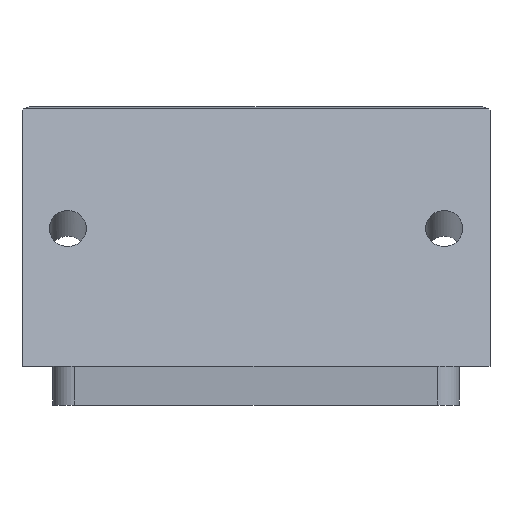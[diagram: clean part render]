
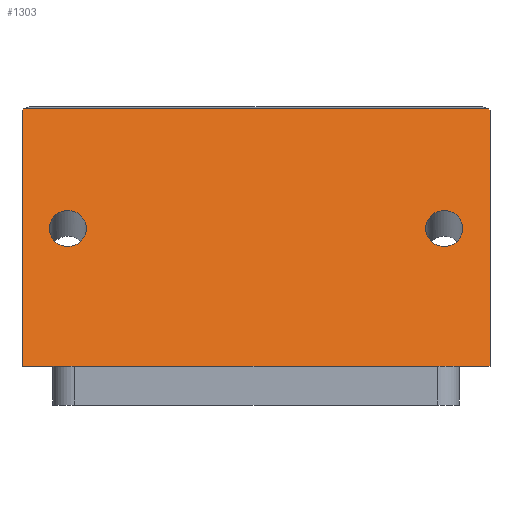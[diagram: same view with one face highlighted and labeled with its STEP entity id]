
A CAD part, front view. The second image highlights one B-rep face of the part: STEP entity #1303.
In plain terms, the highlighted planar face has unit normal (0, -0.968, 0.25).
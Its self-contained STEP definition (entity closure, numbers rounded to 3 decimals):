
#36=FACE_BOUND('',#240,.T.);
#37=FACE_BOUND('',#241,.T.);
#50=CIRCLE('',#1391,2.4);
#51=CIRCLE('',#1392,2.4);
#98=PLANE('',#1390);
#160=FACE_OUTER_BOUND('',#239,.T.);
#239=EDGE_LOOP('',(#1094,#1095,#1096,#1097,#1098,#1099));
#240=EDGE_LOOP('',(#1100));
#241=EDGE_LOOP('',(#1101));
#328=LINE('',#1922,#462);
#362=LINE('',#1987,#496);
#398=LINE('',#2316,#532);
#401=LINE('',#2321,#535);
#402=LINE('',#2323,#536);
#403=LINE('',#2324,#537);
#462=VECTOR('',#1483,10.);
#496=VECTOR('',#1539,10.);
#532=VECTOR('',#1619,10.);
#535=VECTOR('',#1626,10.);
#536=VECTOR('',#1627,10.);
#537=VECTOR('',#1628,10.);
#599=VERTEX_POINT('',#1920);
#600=VERTEX_POINT('',#1921);
#618=VERTEX_POINT('',#1981);
#620=VERTEX_POINT('',#1985);
#657=VERTEX_POINT('',#2315);
#658=VERTEX_POINT('',#2322);
#659=VERTEX_POINT('',#2325);
#660=VERTEX_POINT('',#2327);
#719=EDGE_CURVE('',#599,#600,#328,.T.);
#753=EDGE_CURVE('',#620,#618,#362,.T.);
#816=EDGE_CURVE('',#657,#600,#398,.F.);
#819=EDGE_CURVE('',#618,#599,#401,.T.);
#820=EDGE_CURVE('',#658,#620,#402,.T.);
#821=EDGE_CURVE('',#657,#658,#403,.T.);
#822=EDGE_CURVE('',#659,#659,#50,.T.);
#823=EDGE_CURVE('',#660,#660,#51,.T.);
#1094=ORIENTED_EDGE('',*,*,#719,.F.);
#1095=ORIENTED_EDGE('',*,*,#819,.F.);
#1096=ORIENTED_EDGE('',*,*,#753,.F.);
#1097=ORIENTED_EDGE('',*,*,#820,.F.);
#1098=ORIENTED_EDGE('',*,*,#821,.F.);
#1099=ORIENTED_EDGE('',*,*,#816,.T.);
#1100=ORIENTED_EDGE('',*,*,#822,.T.);
#1101=ORIENTED_EDGE('',*,*,#823,.T.);
#1303=ADVANCED_FACE('',(#160,#36,#37),#98,.T.);
#1390=AXIS2_PLACEMENT_3D('',#2320,#1624,#1625);
#1391=AXIS2_PLACEMENT_3D('',#2326,#1629,#1630);
#1392=AXIS2_PLACEMENT_3D('',#2328,#1631,#1632);
#1483=DIRECTION('',(0.653,-0.189,-0.734));
#1539=DIRECTION('',(0.653,0.189,0.734));
#1619=DIRECTION('',(0.,-0.25,-0.968));
#1624=DIRECTION('center_axis',(0.,-0.968,0.25));
#1625=DIRECTION('ref_axis',(0.,-0.25,-0.968));
#1626=DIRECTION('',(1.,0.,0.));
#1627=DIRECTION('',(0.,0.25,0.968));
#1628=DIRECTION('',(-1.,0.,0.));
#1629=DIRECTION('center_axis',(0.,0.968,-0.25));
#1630=DIRECTION('ref_axis',(0.,-0.25,-0.968));
#1631=DIRECTION('center_axis',(0.,0.968,-0.25));
#1632=DIRECTION('ref_axis',(0.,-0.25,-0.968));
#1920=CARTESIAN_POINT('',(244.365,209.067,488.816));
#1921=CARTESIAN_POINT('',(244.504,209.027,488.66));
#1922=CARTESIAN_POINT('',(239.206,210.562,494.616));
#1981=CARTESIAN_POINT('',(184.034,209.07,488.816));
#1985=CARTESIAN_POINT('',(183.895,209.03,488.66));
#1987=CARTESIAN_POINT('',(175.08,206.476,478.748));
#2315=CARTESIAN_POINT('',(244.504,200.471,455.468));
#2316=CARTESIAN_POINT('',(244.504,204.448,470.896));
#2320=CARTESIAN_POINT('Origin',(181.896,208.069,484.932));
#2321=CARTESIAN_POINT('',(198.045,209.07,488.816));
#2322=CARTESIAN_POINT('',(183.895,200.475,455.468));
#2323=CARTESIAN_POINT('',(183.895,204.7,471.861));
#2324=CARTESIAN_POINT('',(180.225,200.475,455.468));
#2325=CARTESIAN_POINT('',(238.576,205.676,475.658));
#2326=CARTESIAN_POINT('Origin',(238.576,205.077,473.334));
#2327=CARTESIAN_POINT('',(189.826,205.678,475.657));
#2328=CARTESIAN_POINT('Origin',(189.826,205.079,473.333));
